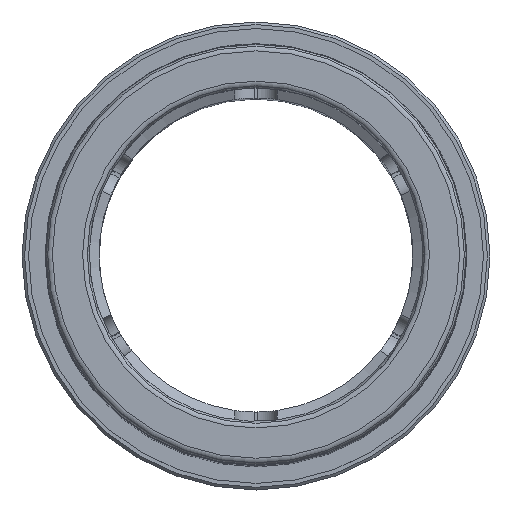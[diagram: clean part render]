
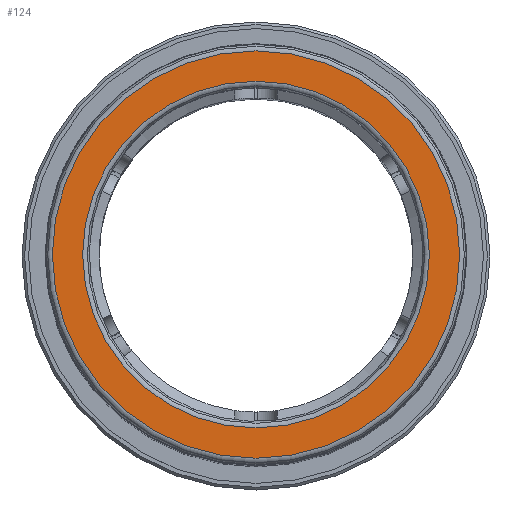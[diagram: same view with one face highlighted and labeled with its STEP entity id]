
A CAD part, top view. The second image highlights one B-rep face of the part: STEP entity #124.
In plain terms, the highlighted planar face has unit normal (0, 0, 1).
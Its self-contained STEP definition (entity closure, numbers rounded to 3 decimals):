
#96=PLANE('',#1108);
#124=ADVANCED_FACE('',(#198,#199),#96,.F.);
#198=FACE_BOUND('',#255,.T.);
#199=FACE_BOUND('',#256,.T.);
#255=EDGE_LOOP('',(#534));
#256=EDGE_LOOP('',(#535));
#534=ORIENTED_EDGE('',*,*,#915,.T.);
#535=ORIENTED_EDGE('',*,*,#914,.T.);
#808=VERTEX_POINT('',#1906);
#809=VERTEX_POINT('',#1909);
#914=EDGE_CURVE('',#808,#808,#1018,.T.);
#915=EDGE_CURVE('',#809,#809,#1019,.T.);
#1018=CIRCLE('',#1105,13.15);
#1019=CIRCLE('',#1107,15.45);
#1105=AXIS2_PLACEMENT_3D('',#1905,#1263,#1264);
#1107=AXIS2_PLACEMENT_3D('',#1908,#1267,#1268);
#1108=AXIS2_PLACEMENT_3D('',#1910,#1269,#1270);
#1263=DIRECTION('',(0.,0.,-1.));
#1264=DIRECTION('',(0.,1.,0.));
#1267=DIRECTION('',(0.,0.,1.));
#1268=DIRECTION('',(-1.,0.,0.));
#1269=DIRECTION('',(0.,0.,-1.));
#1270=DIRECTION('',(1.,0.,0.));
#1905=CARTESIAN_POINT('',(0.,0.,60.5));
#1906=CARTESIAN_POINT('',(0.,13.15,60.5));
#1908=CARTESIAN_POINT('',(0.,0.,60.5));
#1909=CARTESIAN_POINT('',(-15.45,0.,60.5));
#1910=CARTESIAN_POINT('',(0.,0.,60.5));
